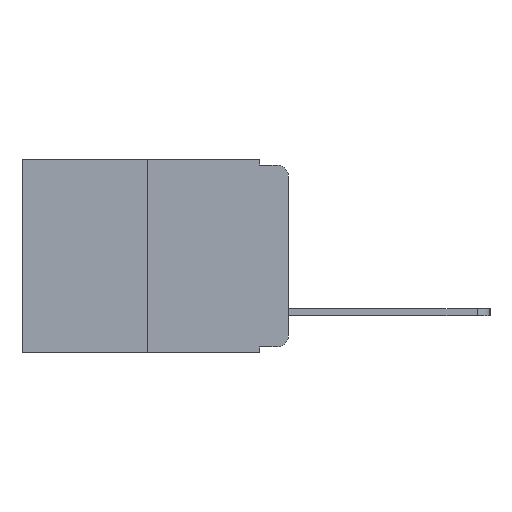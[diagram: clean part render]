
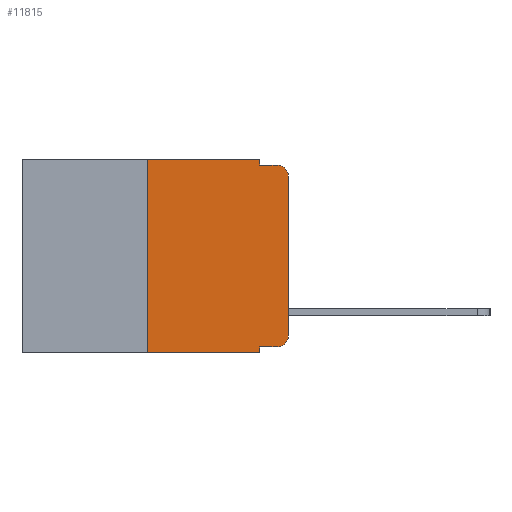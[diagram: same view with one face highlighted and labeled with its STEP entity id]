
A CAD part, left-side view. The second image highlights one B-rep face of the part: STEP entity #11815.
In plain terms, the highlighted planar face has unit normal (-1, 0, 0).
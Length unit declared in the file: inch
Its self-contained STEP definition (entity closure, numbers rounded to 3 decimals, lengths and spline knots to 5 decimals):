
#221 = ORIENTED_EDGE ( 'NONE', *, *, #13778, .T. ) ;
#224 = ORIENTED_EDGE ( 'NONE', *, *, #13666, .T. ) ;
#426 = ORIENTED_EDGE ( 'NONE', *, *, #13690, .F. ) ;
#574 = CIRCLE ( 'NONE', #11668, 0.02 ) ;
#701 = DIRECTION ( 'NONE',  ( -1., 0., 0. ) ) ;
#831 = CARTESIAN_POINT ( 'NONE',  ( 0., 0.051, -0.333 ) ) ;
#934 = VERTEX_POINT ( 'NONE', #17140 ) ;
#1511 = VERTEX_POINT ( 'NONE', #16947 ) ;
#1854 = ORIENTED_EDGE ( 'NONE', *, *, #13755, .T. ) ;
#1911 = VERTEX_POINT ( 'NONE', #9747 ) ;
#2751 = PLANE ( 'NONE',  #4431 ) ;
#2982 = FACE_OUTER_BOUND ( 'NONE', #14947, .T. ) ;
#3009 = ORIENTED_EDGE ( 'NONE', *, *, #10473, .F. ) ;
#3665 = VECTOR ( 'NONE', #5260, 39.37008 ) ;
#3747 = CARTESIAN_POINT ( 'NONE',  ( 0., 0., -0.03 ) ) ;
#3824 = CARTESIAN_POINT ( 'NONE',  ( 0., 0.051, 0. ) ) ;
#3949 = DIRECTION ( 'NONE',  ( -1., 0., 0. ) ) ;
#4431 = AXIS2_PLACEMENT_3D ( 'NONE', #7108, #14417, #5737 ) ;
#5260 = DIRECTION ( 'NONE',  ( 0., -1., 0. ) ) ;
#5317 = DIRECTION ( 'NONE',  ( 0., 0., -1. ) ) ;
#5477 = CARTESIAN_POINT ( 'NONE',  ( 0., 0.02, -0.01 ) ) ;
#5592 = CARTESIAN_POINT ( 'NONE',  ( 0., 0.473, 0. ) ) ;
#5737 = DIRECTION ( 'NONE',  ( 0., 0., -1. ) ) ;
#5741 = VECTOR ( 'NONE', #16747, 39.37008 ) ;
#5758 = CARTESIAN_POINT ( 'NONE',  ( 0., 0.25, -0.343 ) ) ;
#5819 = ORIENTED_EDGE ( 'NONE', *, *, #13747, .F. ) ;
#6334 = VERTEX_POINT ( 'NONE', #11893 ) ;
#6584 = CARTESIAN_POINT ( 'NONE',  ( 0., 0., -0.313 ) ) ;
#7082 = LINE ( 'NONE', #11187, #10101 ) ;
#7108 = CARTESIAN_POINT ( 'NONE',  ( 0., 0.473, 0. ) ) ;
#7530 = LINE ( 'NONE', #16575, #3665 ) ;
#8053 = ORIENTED_EDGE ( 'NONE', *, *, #13662, .T. ) ;
#8240 = CARTESIAN_POINT ( 'NONE',  ( 0., 0.25, 0. ) ) ;
#9002 = LINE ( 'NONE', #5592, #12829 ) ;
#9598 = VECTOR ( 'NONE', #18255, 39.37008 ) ;
#9603 = CARTESIAN_POINT ( 'NONE',  ( 0., 0.02, -0.03 ) ) ;
#9714 = DIRECTION ( 'NONE',  ( 0., 0., 1. ) ) ;
#9747 = CARTESIAN_POINT ( 'NONE',  ( 0., 0.051, -0.333 ) ) ;
#9995 = VERTEX_POINT ( 'NONE', #17649 ) ;
#10101 = VECTOR ( 'NONE', #18010, 39.37008 ) ;
#10473 = EDGE_CURVE ( 'NONE', #934, #9995, #9002, .T. ) ;
#10559 = LINE ( 'NONE', #8240, #17446 ) ;
#11011 = LINE ( 'NONE', #3824, #14361 ) ;
#11064 = DIRECTION ( 'NONE',  ( 0., 0., -1. ) ) ;
#11103 = ORIENTED_EDGE ( 'NONE', *, *, #13343, .T. ) ;
#11187 = CARTESIAN_POINT ( 'NONE',  ( 0., 0.051, 0. ) ) ;
#11431 = ORIENTED_EDGE ( 'NONE', *, *, #13722, .F. ) ;
#11668 = AXIS2_PLACEMENT_3D ( 'NONE', #9603, #701, #11064 ) ;
#11815 = ADVANCED_FACE ( 'NONE', ( #2982 ), #2751, .F. ) ;
#11893 = CARTESIAN_POINT ( 'NONE',  ( 0., 0.051, -0.01 ) ) ;
#11903 = VECTOR ( 'NONE', #15268, 39.37008 ) ;
#12175 = CARTESIAN_POINT ( 'NONE',  ( 0., 0.02, -0.333 ) ) ;
#12676 = CARTESIAN_POINT ( 'NONE',  ( 0., 0.02, -0.313 ) ) ;
#12829 = VECTOR ( 'NONE', #15624, 39.37008 ) ;
#13343 = EDGE_CURVE ( 'NONE', #16861, #1511, #17017, .T. ) ;
#13555 = AXIS2_PLACEMENT_3D ( 'NONE', #12676, #3949, #14112 ) ;
#13662 = EDGE_CURVE ( 'NONE', #16378, #17595, #15621, .T. ) ;
#13666 = EDGE_CURVE ( 'NONE', #17595, #15548, #574, .T. ) ;
#13690 = EDGE_CURVE ( 'NONE', #6334, #15548, #7530, .T. ) ;
#13722 = EDGE_CURVE ( 'NONE', #9995, #6334, #11011, .T. ) ;
#13725 = EDGE_CURVE ( 'NONE', #16861, #934, #10559, .T. ) ;
#13747 = EDGE_CURVE ( 'NONE', #1911, #1511, #7082, .T. ) ;
#13755 = EDGE_CURVE ( 'NONE', #1911, #17377, #13898, .T. ) ;
#13778 = EDGE_CURVE ( 'NONE', #17377, #16378, #17057, .T. ) ;
#13858 = CARTESIAN_POINT ( 'NONE',  ( 0., 0., 0. ) ) ;
#13898 = LINE ( 'NONE', #831, #5741 ) ;
#14112 = DIRECTION ( 'NONE',  ( 0., 0., -1. ) ) ;
#14361 = VECTOR ( 'NONE', #5317, 39.37008 ) ;
#14417 = DIRECTION ( 'NONE',  ( 1., 0., 0. ) ) ;
#14947 = EDGE_LOOP ( 'NONE', ( #8053, #224, #426, #11431, #3009, #18432, #11103, #5819, #1854, #221 ) ) ;
#15268 = DIRECTION ( 'NONE',  ( 0., 0., 1. ) ) ;
#15548 = VERTEX_POINT ( 'NONE', #5477 ) ;
#15621 = LINE ( 'NONE', #13858, #11903 ) ;
#15624 = DIRECTION ( 'NONE',  ( 0., -1., 0. ) ) ;
#16378 = VERTEX_POINT ( 'NONE', #6584 ) ;
#16575 = CARTESIAN_POINT ( 'NONE',  ( 0., 0.051, -0.01 ) ) ;
#16747 = DIRECTION ( 'NONE',  ( 0., -1., 0. ) ) ;
#16861 = VERTEX_POINT ( 'NONE', #5758 ) ;
#16943 = CARTESIAN_POINT ( 'NONE',  ( 0., 0.473, -0.343 ) ) ;
#16947 = CARTESIAN_POINT ( 'NONE',  ( 0., 0.051, -0.343 ) ) ;
#17017 = LINE ( 'NONE', #16943, #9598 ) ;
#17057 = CIRCLE ( 'NONE', #13555, 0.02 ) ;
#17140 = CARTESIAN_POINT ( 'NONE',  ( 0., 0.25, 0. ) ) ;
#17377 = VERTEX_POINT ( 'NONE', #12175 ) ;
#17446 = VECTOR ( 'NONE', #9714, 39.37008 ) ;
#17595 = VERTEX_POINT ( 'NONE', #3747 ) ;
#17649 = CARTESIAN_POINT ( 'NONE',  ( 0., 0.051, 0. ) ) ;
#18010 = DIRECTION ( 'NONE',  ( 0., 0., -1. ) ) ;
#18255 = DIRECTION ( 'NONE',  ( 0., -1., 0. ) ) ;
#18432 = ORIENTED_EDGE ( 'NONE', *, *, #13725, .F. ) ;
